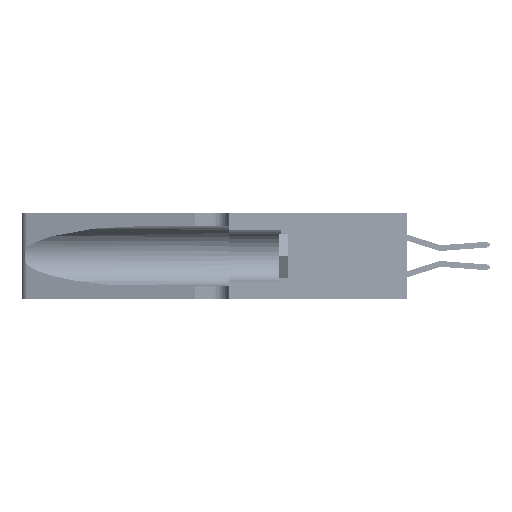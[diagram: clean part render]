
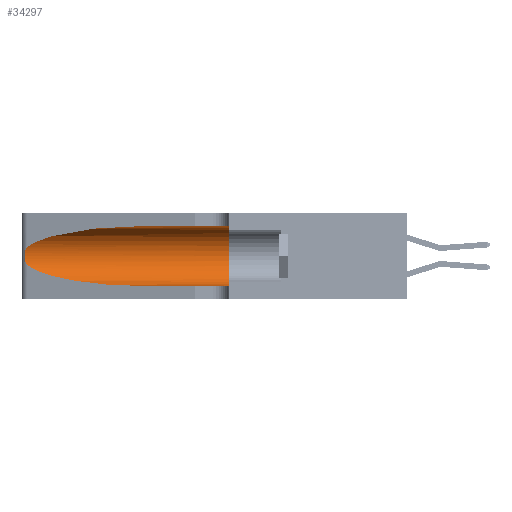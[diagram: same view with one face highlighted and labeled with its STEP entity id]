
A CAD part, left-side view. The second image highlights one B-rep face of the part: STEP entity #34297.
In plain terms, the highlighted cylindrical face has radius 3.308 mm (diameter 6.617 mm), a partial arc.
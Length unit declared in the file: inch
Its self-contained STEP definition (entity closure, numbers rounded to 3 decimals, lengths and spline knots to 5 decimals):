
#393 = CARTESIAN_POINT ( 'NONE',  ( 0.1305, 0.72297, 0.31525 ) ) ;
#1517 = FACE_OUTER_BOUND ( 'NONE', #47491, .T. ) ;
#2157 = DIRECTION ( 'NONE',  ( 0., 1., 0. ) ) ;
#2338 = VERTEX_POINT ( 'NONE', #393 ) ;
#3059 = CARTESIAN_POINT ( 'NONE',  ( 0.26075, 1.23896, 0.178 ) ) ;
#3220 = CARTESIAN_POINT ( 'NONE',  ( 0.25856, 1.23593, 0.16098 ) ) ;
#5240 = DIRECTION ( 'NONE',  ( 0., 0., -1. ) ) ;
#6966 = CARTESIAN_POINT ( 'NONE',  ( 0.26075, 1.23896, 0.19203 ) ) ;
#7275 = CARTESIAN_POINT ( 'NONE',  ( 0.1305, 1.61858, 0.05475 ) ) ;
#7566 = VERTEX_POINT ( 'NONE', #44206 ) ;
#8732 = CARTESIAN_POINT ( 'NONE',  ( 0.25487, 1.22718, 0.22369 ) ) ;
#8767 = LINE ( 'NONE', #13908, #28333 ) ;
#9178 = CARTESIAN_POINT ( 'NONE',  ( 0.1305, 0.72297, 0.05475 ) ) ;
#12824 = EDGE_CURVE ( 'NONE', #14892, #21819, #15593, .T. ) ;
#13111 = CARTESIAN_POINT ( 'NONE',  ( 0.18966, 0.96281, 0.31525 ) ) ;
#13908 = CARTESIAN_POINT ( 'NONE',  ( 0.1305, 1.61858, 0.31525 ) ) ;
#14140 = VERTEX_POINT ( 'NONE', #20028 ) ;
#14892 = VERTEX_POINT ( 'NONE', #33198 ) ;
#15593 = B_SPLINE_CURVE_WITH_KNOTS ( 'NONE', 3,
 ( #27441, #47015, #51223, #22834, #35558, #31146, #6966, #3059, #19500, #3220, #51056, #43333, #19136, #47360 ),
 .UNSPECIFIED., .F., .F.,
 ( 4, 2, 2, 2, 2, 2, 4 ),
 ( 0., 0.00027, 0.00053, 0.00107, 0.0016, 0.00187, 0.00214 ),
 .UNSPECIFIED. ) ;
#17952 = DIRECTION ( 'NONE',  ( 0., -1., 0. ) ) ;
#18260 = CARTESIAN_POINT ( 'NONE',  ( 0.1305, 0.35, 0.185 ) ) ;
#18456 = EDGE_CURVE ( 'NONE', #14140, #7566, #25472, .T. ) ;
#18824 = LINE ( 'NONE', #7275, #20083 ) ;
#19136 = CARTESIAN_POINT ( 'NONE',  ( 0.25555, 1.22993, 0.14849 ) ) ;
#19500 = CARTESIAN_POINT ( 'NONE',  ( 0.26017, 1.23833, 0.17102 ) ) ;
#19958 = DIRECTION ( 'NONE',  ( 0., -1., 0. ) ) ;
#20028 = CARTESIAN_POINT ( 'NONE',  ( 0.1305, 0.35, 0.31525 ) ) ;
#20083 = VECTOR ( 'NONE', #19958, 39.37008 ) ;
#20400 = CARTESIAN_POINT ( 'NONE',  ( 0.25487, 1.22718, 0.14631 ) ) ;
#21063 = CARTESIAN_POINT ( 'NONE',  ( 0.1305, 0.72297, 0.31525 ) ) ;
#21557 = EDGE_CURVE ( 'NONE', #21819, #30108, #48266, .T. ) ;
#21819 = VERTEX_POINT ( 'NONE', #20400 ) ;
#22834 = CARTESIAN_POINT ( 'NONE',  ( 0.25787, 1.23484, 0.2124 ) ) ;
#25472 = CIRCLE ( 'NONE', #44813, 0.13025 ) ;
#27441 = CARTESIAN_POINT ( 'NONE',  ( 0.25487, 1.22718, 0.22369 ) ) ;
#28333 = VECTOR ( 'NONE', #30867, 39.37008 ) ;
#29258 = CARTESIAN_POINT ( 'NONE',  ( 0.1305, 1.61858, 0.185 ) ) ;
#29294 = ORIENTED_EDGE ( 'NONE', *, *, #12824, .T. ) ;
#30108 = VERTEX_POINT ( 'NONE', #9178 ) ;
#30867 = DIRECTION ( 'NONE',  ( 0., -1., 0. ) ) ;
#31146 = CARTESIAN_POINT ( 'NONE',  ( 0.26018, 1.23835, 0.19895 ) ) ;
#31676 = EDGE_CURVE ( 'NONE', #30108, #7566, #18824, .T. ) ;
#32132 = EDGE_CURVE ( 'NONE', #2338, #14140, #8767, .T. ) ;
#33168 = CYLINDRICAL_SURFACE ( 'NONE', #47944, 0.13025 ) ;
#33198 = CARTESIAN_POINT ( 'NONE',  ( 0.25487, 1.22718, 0.22369 ) ) ;
#34297 = ADVANCED_FACE ( 'NONE', ( #1517 ), #33168, .F. ) ;
#34519 = ORIENTED_EDGE ( 'NONE', *, *, #21557, .T. ) ;
#35286 = CARTESIAN_POINT ( 'NONE',  ( 0.1305, 0.72297, 0.05475 ) ) ;
#35558 = CARTESIAN_POINT ( 'NONE',  ( 0.25854, 1.2359, 0.20912 ) ) ;
#37304 = ORIENTED_EDGE ( 'NONE', *, *, #31676, .T. ) ;
#37315 =( BOUNDED_CURVE ( )  B_SPLINE_CURVE ( 3, ( #21063, #13111, #44745, #8732 ),
 .UNSPECIFIED., .F., .T. ) 
 B_SPLINE_CURVE_WITH_KNOTS ( ( 4, 4 ),
 ( 1.5708, 2.84003 ),
 .UNSPECIFIED. ) 
 CURVE ( )  GEOMETRIC_REPRESENTATION_ITEM ( )  RATIONAL_B_SPLINE_CURVE ( ( 1., 0.87, 0.87, 1. ) ) 
 REPRESENTATION_ITEM ( '' )  );
#39142 = CARTESIAN_POINT ( 'NONE',  ( 0.25487, 1.22718, 0.14631 ) ) ;
#39481 = ORIENTED_EDGE ( 'NONE', *, *, #40293, .T. ) ;
#39665 = ORIENTED_EDGE ( 'NONE', *, *, #18456, .F. ) ;
#40293 = EDGE_CURVE ( 'NONE', #2338, #14892, #37315, .T. ) ;
#41700 = ORIENTED_EDGE ( 'NONE', *, *, #32132, .F. ) ;
#43333 = CARTESIAN_POINT ( 'NONE',  ( 0.25639, 1.23186, 0.15144 ) ) ;
#44206 = CARTESIAN_POINT ( 'NONE',  ( 0.1305, 0.35, 0.05475 ) ) ;
#44745 = CARTESIAN_POINT ( 'NONE',  ( 0.2373, 1.15595, 0.28018 ) ) ;
#44813 = AXIS2_PLACEMENT_3D ( 'NONE', #18260, #2157, #50684 ) ;
#47015 = CARTESIAN_POINT ( 'NONE',  ( 0.25555, 1.22994, 0.2215 ) ) ;
#47251 = CARTESIAN_POINT ( 'NONE',  ( 0.18966, 0.96281, 0.05475 ) ) ;
#47360 = CARTESIAN_POINT ( 'NONE',  ( 0.25487, 1.22718, 0.14631 ) ) ;
#47420 = CARTESIAN_POINT ( 'NONE',  ( 0.2373, 1.15595, 0.08982 ) ) ;
#47491 = EDGE_LOOP ( 'NONE', ( #39481, #29294, #34519, #37304, #39665, #41700 ) ) ;
#47944 = AXIS2_PLACEMENT_3D ( 'NONE', #29258, #17952, #5240 ) ;
#48266 =( BOUNDED_CURVE ( )  B_SPLINE_CURVE ( 3, ( #39142, #47420, #47251, #35286 ),
 .UNSPECIFIED., .F., .F. ) 
 B_SPLINE_CURVE_WITH_KNOTS ( ( 4, 4 ),
 ( 3.44316, 4.71239 ),
 .UNSPECIFIED. ) 
 CURVE ( )  GEOMETRIC_REPRESENTATION_ITEM ( )  RATIONAL_B_SPLINE_CURVE ( ( 1., 0.87, 0.87, 1. ) ) 
 REPRESENTATION_ITEM ( '' )  );
#50684 = DIRECTION ( 'NONE',  ( 0., 0., 1. ) ) ;
#51056 = CARTESIAN_POINT ( 'NONE',  ( 0.25789, 1.23486, 0.15765 ) ) ;
#51223 = CARTESIAN_POINT ( 'NONE',  ( 0.25639, 1.23184, 0.21858 ) ) ;
